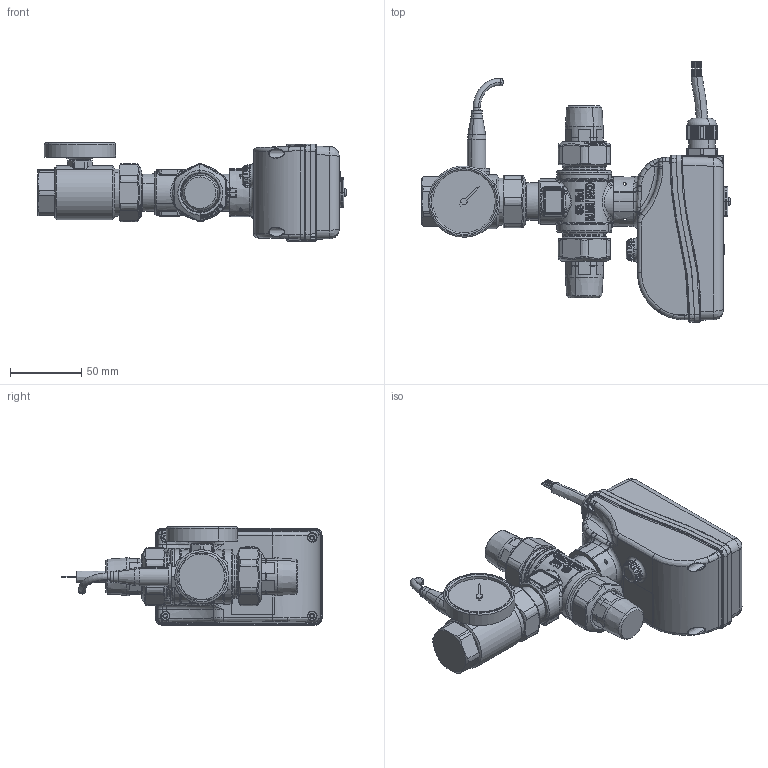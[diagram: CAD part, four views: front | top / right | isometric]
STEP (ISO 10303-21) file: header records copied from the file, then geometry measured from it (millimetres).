
FILE_DESCRIPTION(('CATIA V5 STEP Exchange','CAx-IF Rec.Pracs.--- Model Styling and Organization---1.5--- 2016-08-15','CAx-IF Rec.Pracs.---Supplemental Geometry---1.0---2011-11-01','CAx-IF Rec.Pracs.--- Composite Materials ---3.4---2017-06-13','CAx-IF Rec.Pracs.---Tessellated 3D Geometry---1.0---2015-12-17'),'2;1');
FILE_NAME('STEP_600351_-_TST.stp','2026-03-26T15:29:46+00:00',('none'),('none'),'CATIA Version 5-6 Release 2020 SP5','CATIA V5 STEP AP242 v2','none');
FILE_SCHEMA(('AP242_MANAGED_MODEL_BASED_3D_ENGINEERING_MIM_LF {1 0 10303 442 1 1 4}'));
Products named in the file (1): 600351 - TST
Bounding box: 216.4 x 182.65 x 69 mm (x, y, z)
Volume: 484088.4 mm3; surface area: 127722.2 mm2
Topology: 4 solids, 11 shells, 4787 faces, 12192 edges, 7170 vertices
Faces by surface type: bspline 2395, plane 849, cylinder 659, sphere 327, cone 308, torus 213, extrusion 36
Entity records: 256326 total; most frequent: CARTESIAN_POINT 166850, ORIENTED_EDGE 23653, EDGE_CURVE 11830, DIRECTION 8311, VERTEX_POINT 7170, B_SPLINE_CURVE_WITH_KNOTS 7036, EDGE_LOOP 4947, ADVANCED_FACE 4787
